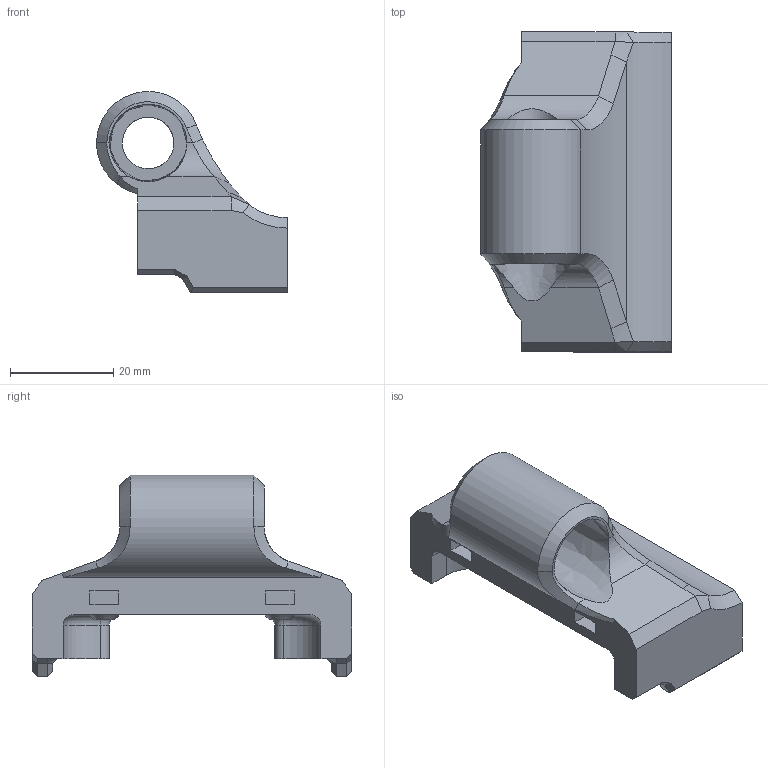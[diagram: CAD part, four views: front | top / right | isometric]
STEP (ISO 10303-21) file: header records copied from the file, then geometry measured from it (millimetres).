
FILE_DESCRIPTION(('FreeCAD Model'),'2;1');
FILE_NAME('RYcarriage.step','2016-04-25T15:54:43',('Author'),(''), 'Open CASCADE STEP processor 6.8','FreeCAD','Unknown');
FILE_SCHEMA(('AUTOMOTIVE_DESIGN_CC2 { 1 2 10303 214 -1 1 5 4 }'));
Length unit declared in the file: millimetre
Products named in the file (2): ASSEMBLY; RYCarriage
Assembly tree (1 placements, depth 2):
  ASSEMBLY
    RYCarriage
Bounding box: 37 x 62 x 39 mm (x, y, z)
Volume: 22018.6 mm3; surface area: 10208 mm2
Topology: 1 solids, 1 shells, 110 faces, 273 edges, 170 vertices
Faces by surface type: plane 59, cylinder 21, bspline 20, cone 6, torus 4
Full cylindrical faces by diameter (mm): 3 x4, 6 x2, 10 x1
Entity records: 13607 total; most frequent: CARTESIAN_POINT 8395, DIRECTION 849, LINE 556, VECTOR 556, ORIENTED_EDGE 546, PCURVE 546, DEFINITIONAL_REPRESENTATION 546, EDGE_CURVE 273
